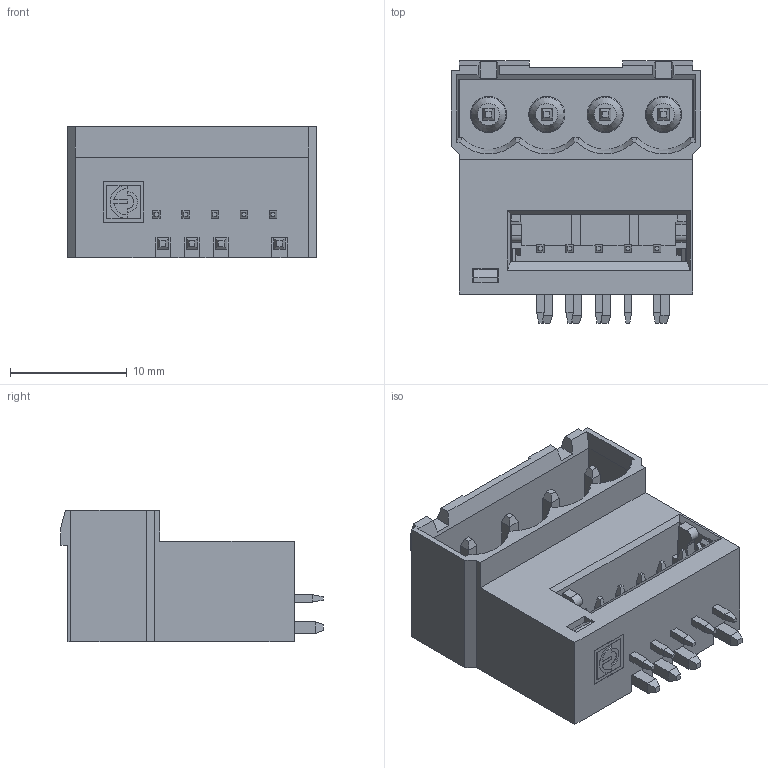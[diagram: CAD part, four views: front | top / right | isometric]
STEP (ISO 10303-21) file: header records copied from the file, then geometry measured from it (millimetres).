
FILE_DESCRIPTION(('STEP AP214'),'1');
FILE_NAME('PDX254-5-PZ-P.stp','2021-08-31T15:15:39',(' '),(' '),'Spatial InterOp 3D',' ',' ');
FILE_SCHEMA(('automotive_design'));
Length unit declared in the file: metre
Products named in the file (5): 1; 2; 3; 4; 5
Bounding box: 21.4 x 22.5 x 11.25 mm (x, y, z)
Volume: 2635.1 mm3; surface area: 2796.5 mm2
Topology: 5 solids, 5 shells, 394 faces, 1002 edges, 638 vertices
Faces by surface type: plane 359, cylinder 22, cone 12, extrusion 1
Entity records: 14728 total; most frequent: CARTESIAN_POINT 2061, ORIENTED_EDGE 1976, DIRECTION 1839, EDGE_CURVE 988, VECTOR 915, LINE 914, VERTEX_POINT 632, AXIS2_PLACEMENT_3D 462
